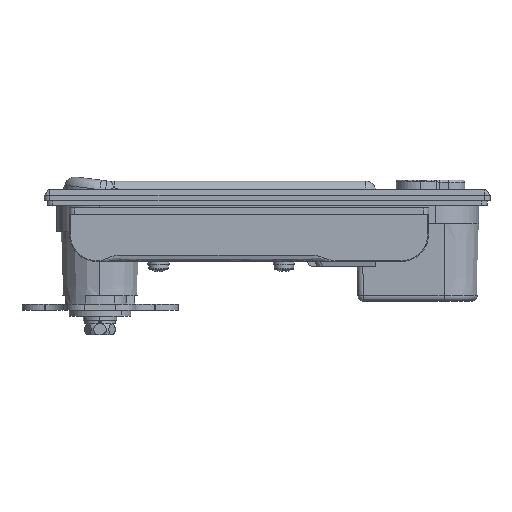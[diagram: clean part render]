
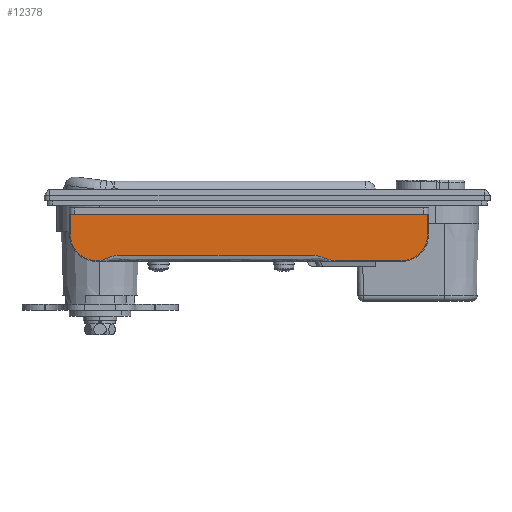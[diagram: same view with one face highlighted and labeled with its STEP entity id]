
A CAD part, left-side view. The second image highlights one B-rep face of the part: STEP entity #12378.
In plain terms, the highlighted planar face has unit normal (-1, 0, 0).
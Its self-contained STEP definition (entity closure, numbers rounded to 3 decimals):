
#249 = CARTESIAN_POINT ( 'NONE',  ( -18.3, 1., -9.3 ) ) ;
#692 = VERTEX_POINT ( 'NONE', #4562 ) ;
#1530 = EDGE_CURVE ( 'NONE', #19886, #3118, #9425, .T. ) ;
#1534 = EDGE_CURVE ( 'NONE', #3118, #2551, #17763, .T. ) ;
#1586 = ORIENTED_EDGE ( 'NONE', *, *, #4900, .T. ) ;
#1631 = CARTESIAN_POINT ( 'NONE',  ( -18.3, -108., -19. ) ) ;
#2243 = CARTESIAN_POINT ( 'NONE',  ( -18.3, -108., -9.3 ) ) ;
#2551 = VERTEX_POINT ( 'NONE', #13383 ) ;
#2584 = CARTESIAN_POINT ( 'NONE',  ( -18.3, 1., -2.3 ) ) ;
#2773 = CARTESIAN_POINT ( 'NONE',  ( -18.3, 1., -9.3 ) ) ;
#2894 = CARTESIAN_POINT ( 'NONE',  ( -18.3, -81.893, -19. ) ) ;
#3118 = VERTEX_POINT ( 'NONE', #4030 ) ;
#3268 = CARTESIAN_POINT ( 'NONE',  ( -18.3, -117.7, -2.3 ) ) ;
#3866 = AXIS2_PLACEMENT_3D ( 'NONE', #2773, #9238, #4436 ) ;
#3886 = ORIENTED_EDGE ( 'NONE', *, *, #1534, .T. ) ;
#4030 = CARTESIAN_POINT ( 'NONE',  ( -18.3, 1., -19. ) ) ;
#4219 = ORIENTED_EDGE ( 'NONE', *, *, #1530, .T. ) ;
#4436 = DIRECTION ( 'NONE',  ( 0., 0., -1. ) ) ;
#4562 = CARTESIAN_POINT ( 'NONE',  ( -18.3, -117.7, -9.3 ) ) ;
#4900 = EDGE_CURVE ( 'NONE', #692, #11639, #16073, .T. ) ;
#5249 = DIRECTION ( 'NONE',  ( 0., 0., -1. ) ) ;
#5467 = EDGE_LOOP ( 'NONE', ( #16223, #1586, #9170, #6383, #4219, #3886 ) ) ;
#5540 = CARTESIAN_POINT ( 'NONE',  ( -18.3, -117.7, -9.3 ) ) ;
#6044 = CARTESIAN_POINT ( 'NONE',  ( -18.3, -4.121, -17. ) ) ;
#6383 = ORIENTED_EDGE ( 'NONE', *, *, #15670, .T. ) ;
#6642 = PLANE ( 'NONE',  #17985 ) ;
#7004 = CARTESIAN_POINT ( 'NONE',  ( -18.3, -76.588, -17. ) ) ;
#7419 = DIRECTION ( 'NONE',  ( 0., 0., -1. ) ) ;
#7796 = VERTEX_POINT ( 'NONE', #14959 ) ;
#8452 = DIRECTION ( 'NONE',  ( 1., 0., 0. ) ) ;
#9170 = ORIENTED_EDGE ( 'NONE', *, *, #16889, .T. ) ;
#9238 = DIRECTION ( 'NONE',  ( -1., 0., 0. ) ) ;
#9425 = CIRCLE ( 'NONE', #3866, 9.7 ) ;
#11086 = CARTESIAN_POINT ( 'NONE',  ( -18.3, -92.364, -19. ) ) ;
#11151 = CARTESIAN_POINT ( 'NONE',  ( -18.3, -100.182, -19. ) ) ;
#11639 = VERTEX_POINT ( 'NONE', #3268 ) ;
#11944 = DIRECTION ( 'NONE',  ( 0., 0., 1. ) ) ;
#12096 = VECTOR ( 'NONE', #11944, 1000. ) ;
#12221 = CARTESIAN_POINT ( 'NONE',  ( -18.3, 10.7, -9.3 ) ) ;
#12378 = ADVANCED_FACE ( 'NONE', ( #16859 ), #6642, .F. ) ;
#12506 = VECTOR ( 'NONE', #18379, 1000. ) ;
#13383 = CARTESIAN_POINT ( 'NONE',  ( -18.3, -108., -19. ) ) ;
#13696 = CARTESIAN_POINT ( 'NONE',  ( -18.3, -79.241, -17. ) ) ;
#13756 = LINE ( 'NONE', #2584, #12506 ) ;
#13918 = CARTESIAN_POINT ( 'NONE',  ( -18.3, 1., -19. ) ) ;
#14025 = CARTESIAN_POINT ( 'NONE',  ( -18.3, -84.546, -19. ) ) ;
#14959 = CARTESIAN_POINT ( 'NONE',  ( -18.3, 10.7, -2.3 ) ) ;
#15343 = CARTESIAN_POINT ( 'NONE',  ( -18.3, 10.7, -9.3 ) ) ;
#15497 = CARTESIAN_POINT ( 'NONE',  ( -18.3, -1.56, -19. ) ) ;
#15670 = EDGE_CURVE ( 'NONE', #7796, #19886, #15769, .T. ) ;
#15769 = LINE ( 'NONE', #15343, #18017 ) ;
#15976 = CARTESIAN_POINT ( 'NONE',  ( -18.3, -29.983, -17. ) ) ;
#16073 = LINE ( 'NONE', #5540, #12096 ) ;
#16223 = ORIENTED_EDGE ( 'NONE', *, *, #19092, .T. ) ;
#16536 = CARTESIAN_POINT ( 'NONE',  ( -18.3, -53.285, -17. ) ) ;
#16859 = FACE_OUTER_BOUND ( 'NONE', #5467, .T. ) ;
#16889 = EDGE_CURVE ( 'NONE', #11639, #7796, #13756, .T. ) ;
#17385 = CIRCLE ( 'NONE', #18896, 9.7 ) ;
#17763 = B_SPLINE_CURVE_WITH_KNOTS ( 'NONE', 3,
 ( #13918, #15497, #6044, #18766, #15976, #16536, #7004, #13696, #2894, #14025, #11086, #11151, #1631 ),
 .UNSPECIFIED., .F., .F.,
 ( 4, 3, 3, 3, 4 ),
 ( 0., 0.07, 0.712, 0.785, 1. ),
 .UNSPECIFIED. ) ;
#17985 = AXIS2_PLACEMENT_3D ( 'NONE', #249, #8452, #5249 ) ;
#18017 = VECTOR ( 'NONE', #7419, 1000. ) ;
#18098 = DIRECTION ( 'NONE',  ( -1., 0., 0. ) ) ;
#18379 = DIRECTION ( 'NONE',  ( 0., 1., 0. ) ) ;
#18766 = CARTESIAN_POINT ( 'NONE',  ( -18.3, -6.681, -17. ) ) ;
#18896 = AXIS2_PLACEMENT_3D ( 'NONE', #2243, #18098, #19825 ) ;
#19092 = EDGE_CURVE ( 'NONE', #2551, #692, #17385, .T. ) ;
#19825 = DIRECTION ( 'NONE',  ( 0., 0., -1. ) ) ;
#19886 = VERTEX_POINT ( 'NONE', #12221 ) ;
